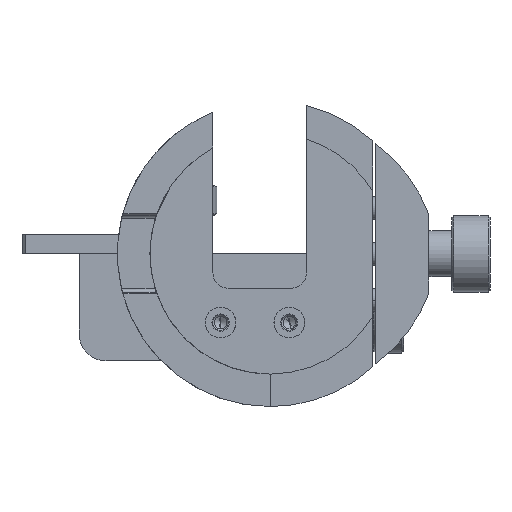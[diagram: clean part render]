
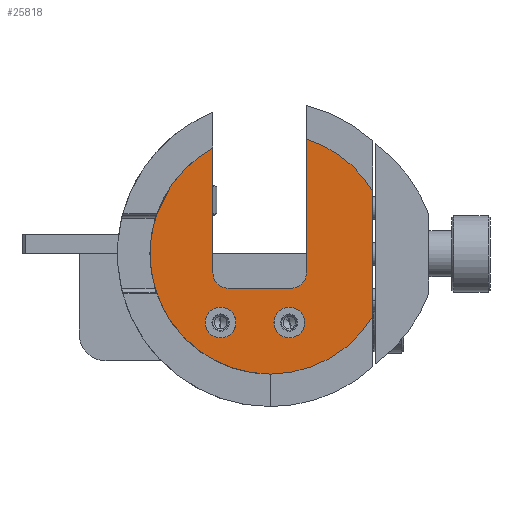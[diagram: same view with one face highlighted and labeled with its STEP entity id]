
A CAD part, front view. The second image highlights one B-rep face of the part: STEP entity #25818.
In plain terms, the highlighted planar face has unit normal (0, -1, 0).
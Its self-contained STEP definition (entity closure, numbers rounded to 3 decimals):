
#60 = ORIENTED_EDGE ( 'NONE', *, *, #32505, .F. ) ;
#2216 = DIRECTION ( 'NONE',  ( 0., 0., -1. ) ) ;
#2305 = VERTEX_POINT ( 'NONE', #48168 ) ;
#3228 = DIRECTION ( 'NONE',  ( 0., 0., 1. ) ) ;
#4079 = EDGE_CURVE ( 'NONE', #25383, #2305, #22883, .T. ) ;
#4939 = CARTESIAN_POINT ( 'NONE',  ( 5.5, 7., -9. ) ) ;
#4992 = ORIENTED_EDGE ( 'NONE', *, *, #38294, .T. ) ;
#5077 = VERTEX_POINT ( 'NONE', #54416 ) ;
#5474 = CARTESIAN_POINT ( 'NONE',  ( -13., 7., -13.975 ) ) ;
#6426 = AXIS2_PLACEMENT_3D ( 'NONE', #30691, #43087, #41837 ) ;
#6659 = ORIENTED_EDGE ( 'NONE', *, *, #14426, .F. ) ;
#7544 = AXIS2_PLACEMENT_3D ( 'NONE', #69624, #19263, #75474 ) ;
#8043 = EDGE_LOOP ( 'NONE', ( #6659, #39219, #65537, #4992, #67098, #38766, #15675, #81459, #60718 ) ) ;
#8907 = DIRECTION ( 'NONE',  ( 0., -1., 0. ) ) ;
#9560 = ORIENTED_EDGE ( 'NONE', *, *, #66427, .F. ) ;
#10018 = EDGE_LOOP ( 'NONE', ( #61293, #60 ) ) ;
#10252 = EDGE_CURVE ( 'NONE', #18896, #46271, #24201, .T. ) ;
#10553 = DIRECTION ( 'NONE',  ( 0., 0., 1. ) ) ;
#14426 = EDGE_CURVE ( 'NONE', #17732, #18896, #50716, .T. ) ;
#14456 = EDGE_CURVE ( 'NONE', #33970, #76655, #42409, .T. ) ;
#14895 = CARTESIAN_POINT ( 'NONE',  ( 0., 7., 0. ) ) ;
#15675 = ORIENTED_EDGE ( 'NONE', *, *, #67177, .T. ) ;
#17484 = CARTESIAN_POINT ( 'NONE',  ( 9.5, 7., 30.033 ) ) ;
#17732 = VERTEX_POINT ( 'NONE', #41033 ) ;
#17915 = VECTOR ( 'NONE', #42194, 1000. ) ;
#18479 = DIRECTION ( 'NONE',  ( 0., 1., 0. ) ) ;
#18671 = DIRECTION ( 'NONE',  ( 0., 0., -1. ) ) ;
#18855 = AXIS2_PLACEMENT_3D ( 'NONE', #23434, #44133, #10553 ) ;
#18896 = VERTEX_POINT ( 'NONE', #57600 ) ;
#19263 = DIRECTION ( 'NONE',  ( 0., 1., 0. ) ) ;
#19479 = VERTEX_POINT ( 'NONE', #55382 ) ;
#20746 = FACE_BOUND ( 'NONE', #10018, .T. ) ;
#22139 = EDGE_CURVE ( 'NONE', #19479, #5077, #28357, .T. ) ;
#22375 = AXIS2_PLACEMENT_3D ( 'NONE', #39245, #8907, #2216 ) ;
#22883 = CIRCLE ( 'NONE', #61408, 4.025 ) ;
#23434 = CARTESIAN_POINT ( 'NONE',  ( 0., 7., 0. ) ) ;
#23539 = DIRECTION ( 'NONE',  ( 0., 0., 1. ) ) ;
#23748 = CIRCLE ( 'NONE', #22375, 4.025 ) ;
#24201 = CIRCLE ( 'NONE', #18855, 31.5 ) ;
#24588 = CARTESIAN_POINT ( 'NONE',  ( 26.9, 7., 0. ) ) ;
#24608 = CARTESIAN_POINT ( 'NONE',  ( 0., 7., -31.5 ) ) ;
#25383 = VERTEX_POINT ( 'NONE', #5474 ) ;
#25818 = ADVANCED_FACE ( 'NONE', ( #27839, #20746, #66521 ), #72346, .F. ) ;
#27839 = FACE_BOUND ( 'NONE', #55560, .T. ) ;
#27893 = AXIS2_PLACEMENT_3D ( 'NONE', #57943, #50425, #75500 ) ;
#28357 = CIRCLE ( 'NONE', #68206, 4. ) ;
#29060 = DIRECTION ( 'NONE',  ( 0., -1., 0. ) ) ;
#29400 = CARTESIAN_POINT ( 'NONE',  ( 9.5, 7., -9. ) ) ;
#29513 = VERTEX_POINT ( 'NONE', #4939 ) ;
#29776 = DIRECTION ( 'NONE',  ( 0., 0., 1. ) ) ;
#30231 = LINE ( 'NONE', #29400, #17915 ) ;
#30362 = LINE ( 'NONE', #30770, #78231 ) ;
#30691 = CARTESIAN_POINT ( 'NONE',  ( 5.5, 7., -5. ) ) ;
#30770 = CARTESIAN_POINT ( 'NONE',  ( 9.5, 7., -9. ) ) ;
#32505 = EDGE_CURVE ( 'NONE', #76655, #33970, #23748, .T. ) ;
#32536 = DIRECTION ( 'NONE',  ( 0., -1., 0. ) ) ;
#32899 = DIRECTION ( 'NONE',  ( 0., 1., 0. ) ) ;
#33704 = CARTESIAN_POINT ( 'NONE',  ( 9.5, 7., -5. ) ) ;
#33970 = VERTEX_POINT ( 'NONE', #63107 ) ;
#34401 = VERTEX_POINT ( 'NONE', #33704 ) ;
#37853 = DIRECTION ( 'NONE',  ( 0., 0., -1. ) ) ;
#38294 = EDGE_CURVE ( 'NONE', #34401, #29513, #42235, .T. ) ;
#38766 = ORIENTED_EDGE ( 'NONE', *, *, #22139, .T. ) ;
#39219 = ORIENTED_EDGE ( 'NONE', *, *, #45095, .F. ) ;
#39245 = CARTESIAN_POINT ( 'NONE',  ( 5., 7., -18. ) ) ;
#40430 = AXIS2_PLACEMENT_3D ( 'NONE', #14895, #71541, #3228 ) ;
#40990 = CARTESIAN_POINT ( 'NONE',  ( -13., 7., -18. ) ) ;
#41033 = CARTESIAN_POINT ( 'NONE',  ( 26.9, 7., 16.39 ) ) ;
#41837 = DIRECTION ( 'NONE',  ( 0., 0., 1. ) ) ;
#42194 = DIRECTION ( 'NONE',  ( -1., 0., 0. ) ) ;
#42235 = CIRCLE ( 'NONE', #6426, 4. ) ;
#42409 = CIRCLE ( 'NONE', #27893, 4.025 ) ;
#42431 = ORIENTED_EDGE ( 'NONE', *, *, #4079, .F. ) ;
#42599 = CARTESIAN_POINT ( 'NONE',  ( -15., 7., -9. ) ) ;
#43087 = DIRECTION ( 'NONE',  ( 0., 1., 0. ) ) ;
#43367 = CIRCLE ( 'NONE', #7544, 31.5 ) ;
#44133 = DIRECTION ( 'NONE',  ( 0., 1., 0. ) ) ;
#45066 = VECTOR ( 'NONE', #37853, 1000. ) ;
#45095 = EDGE_CURVE ( 'NONE', #60215, #17732, #75244, .T. ) ;
#46271 = VERTEX_POINT ( 'NONE', #24608 ) ;
#46410 = DIRECTION ( 'NONE',  ( 0., 0., -1. ) ) ;
#48168 = CARTESIAN_POINT ( 'NONE',  ( -13., 7., -22.025 ) ) ;
#48201 = EDGE_CURVE ( 'NONE', #60215, #34401, #30362, .T. ) ;
#49624 = CARTESIAN_POINT ( 'NONE',  ( 0., 7., 0. ) ) ;
#50425 = DIRECTION ( 'NONE',  ( 0., -1., 0. ) ) ;
#50716 = LINE ( 'NONE', #24588, #45066 ) ;
#51894 = CARTESIAN_POINT ( 'NONE',  ( 5., 7., -13.975 ) ) ;
#52735 = VERTEX_POINT ( 'NONE', #62174 ) ;
#54416 = CARTESIAN_POINT ( 'NONE',  ( -15., 7., -5. ) ) ;
#55016 = AXIS2_PLACEMENT_3D ( 'NONE', #64151, #32536, #70427 ) ;
#55382 = CARTESIAN_POINT ( 'NONE',  ( -11., 7., -9. ) ) ;
#55560 = EDGE_LOOP ( 'NONE', ( #9560, #42431 ) ) ;
#57600 = CARTESIAN_POINT ( 'NONE',  ( 26.9, 7., -16.39 ) ) ;
#57943 = CARTESIAN_POINT ( 'NONE',  ( 5., 7., -18. ) ) ;
#60215 = VERTEX_POINT ( 'NONE', #17484 ) ;
#60718 = ORIENTED_EDGE ( 'NONE', *, *, #10252, .F. ) ;
#61293 = ORIENTED_EDGE ( 'NONE', *, *, #14456, .F. ) ;
#61408 = AXIS2_PLACEMENT_3D ( 'NONE', #40990, #29060, #46410 ) ;
#61557 = EDGE_CURVE ( 'NONE', #29513, #19479, #30231, .T. ) ;
#62174 = CARTESIAN_POINT ( 'NONE',  ( -15., 7., 27.699 ) ) ;
#63107 = CARTESIAN_POINT ( 'NONE',  ( 5., 7., -22.025 ) ) ;
#64151 = CARTESIAN_POINT ( 'NONE',  ( -13., 7., -18. ) ) ;
#64421 = VECTOR ( 'NONE', #23539, 1000. ) ;
#65537 = ORIENTED_EDGE ( 'NONE', *, *, #48201, .T. ) ;
#66427 = EDGE_CURVE ( 'NONE', #2305, #25383, #80386, .T. ) ;
#66521 = FACE_OUTER_BOUND ( 'NONE', #8043, .T. ) ;
#67098 = ORIENTED_EDGE ( 'NONE', *, *, #61557, .T. ) ;
#67177 = EDGE_CURVE ( 'NONE', #5077, #52735, #80228, .T. ) ;
#68206 = AXIS2_PLACEMENT_3D ( 'NONE', #70395, #32899, #75823 ) ;
#68572 = AXIS2_PLACEMENT_3D ( 'NONE', #49624, #18479, #29776 ) ;
#69003 = EDGE_CURVE ( 'NONE', #46271, #52735, #43367, .T. ) ;
#69624 = CARTESIAN_POINT ( 'NONE',  ( 0., 7., 0. ) ) ;
#70395 = CARTESIAN_POINT ( 'NONE',  ( -11., 7., -5. ) ) ;
#70427 = DIRECTION ( 'NONE',  ( 0., 0., -1. ) ) ;
#71541 = DIRECTION ( 'NONE',  ( 0., 1., 0. ) ) ;
#72346 = PLANE ( 'NONE',  #40430 ) ;
#75244 = CIRCLE ( 'NONE', #68572, 31.5 ) ;
#75474 = DIRECTION ( 'NONE',  ( 0., 0., 1. ) ) ;
#75500 = DIRECTION ( 'NONE',  ( 0., 0., -1. ) ) ;
#75823 = DIRECTION ( 'NONE',  ( 0., 0., 1. ) ) ;
#76655 = VERTEX_POINT ( 'NONE', #51894 ) ;
#78231 = VECTOR ( 'NONE', #18671, 1000. ) ;
#80228 = LINE ( 'NONE', #42599, #64421 ) ;
#80386 = CIRCLE ( 'NONE', #55016, 4.025 ) ;
#81459 = ORIENTED_EDGE ( 'NONE', *, *, #69003, .F. ) ;
